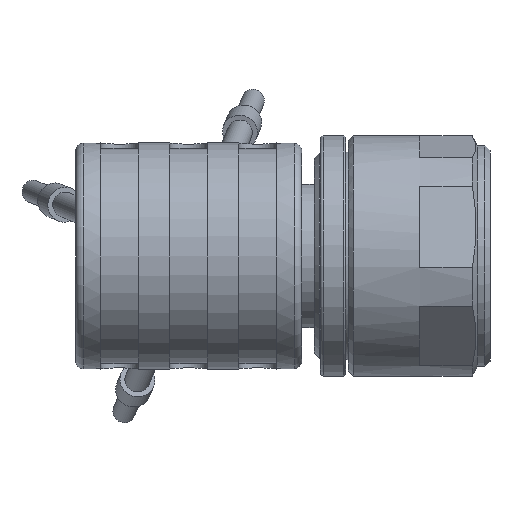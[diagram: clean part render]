
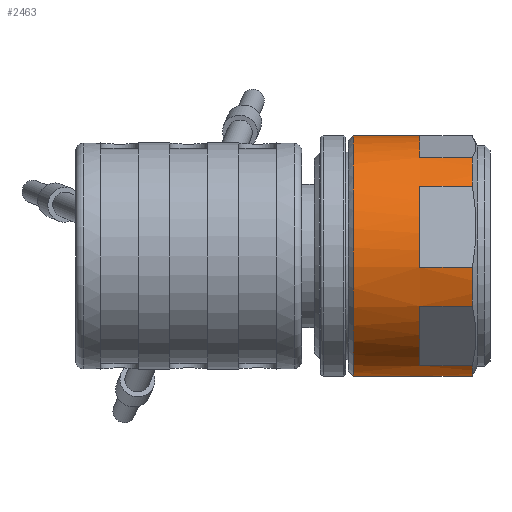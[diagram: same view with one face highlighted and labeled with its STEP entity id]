
A CAD part, left-side view. The second image highlights one B-rep face of the part: STEP entity #2463.
In plain terms, the highlighted cylindrical face has radius 4.8 mm (diameter 9.6 mm), a full revolution.
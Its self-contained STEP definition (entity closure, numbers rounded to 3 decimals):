
#77=LINE($,#3806,#185);
#78=LINE($,#3812,#186);
#81=LINE($,#3823,#189);
#82=LINE($,#3828,#190);
#84=LINE($,#3836,#192);
#85=LINE($,#3841,#193);
#87=LINE($,#3849,#195);
#88=LINE($,#3854,#196);
#90=LINE($,#3862,#198);
#91=LINE($,#3867,#199);
#93=LINE($,#3875,#201);
#94=LINE($,#3880,#202);
#185=VECTOR($,#3040,2.1);
#186=VECTOR($,#3041,2.1);
#189=VECTOR($,#3054,2.1);
#190=VECTOR($,#3055,2.1);
#192=VECTOR($,#3063,2.1);
#193=VECTOR($,#3064,2.1);
#195=VECTOR($,#3072,2.1);
#196=VECTOR($,#3073,2.1);
#198=VECTOR($,#3081,2.1);
#199=VECTOR($,#3082,2.1);
#201=VECTOR($,#3090,2.1);
#202=VECTOR($,#3091,2.1);
#314=CYLINDRICAL_SURFACE($,#2684,4.8);
#574=FACE_BOUND($,#871,.T.);
#670=FACE_OUTER_BOUND($,#870,.T.);
#870=EDGE_LOOP($,(#1839));
#871=EDGE_LOOP($,(#1840,#1841,#1842,#1843,#1844,#1845,#1846,#1847,#1848,
#1849,#1850,#1851,#1852,#1853,#1854,#1855,#1856,#1857,#1858,#1859,#1860,
#1861,#1862,#1863));
#1079=CIRCLE($,#2644,4.8);
#1080=CIRCLE($,#2647,4.8);
#1081=CIRCLE($,#2649,4.8);
#1082=CIRCLE($,#2652,4.8);
#1083=CIRCLE($,#2655,4.8);
#1084=CIRCLE($,#2658,4.8);
#1085=CIRCLE($,#2661,4.8);
#1093=CIRCLE($,#2678,4.8);
#1094=CIRCLE($,#2679,4.8);
#1095=CIRCLE($,#2680,4.8);
#1096=CIRCLE($,#2681,4.8);
#1097=CIRCLE($,#2682,4.8);
#1098=CIRCLE($,#2683,4.8);
#1225=VERTEX_POINT($,#3801);
#1226=VERTEX_POINT($,#3804);
#1227=VERTEX_POINT($,#3805);
#1228=VERTEX_POINT($,#3807);
#1229=VERTEX_POINT($,#3811);
#1230=VERTEX_POINT($,#3817);
#1231=VERTEX_POINT($,#3818);
#1232=VERTEX_POINT($,#3822);
#1233=VERTEX_POINT($,#3824);
#1234=VERTEX_POINT($,#3830);
#1235=VERTEX_POINT($,#3831);
#1236=VERTEX_POINT($,#3835);
#1237=VERTEX_POINT($,#3837);
#1238=VERTEX_POINT($,#3843);
#1239=VERTEX_POINT($,#3844);
#1240=VERTEX_POINT($,#3848);
#1241=VERTEX_POINT($,#3850);
#1242=VERTEX_POINT($,#3856);
#1243=VERTEX_POINT($,#3857);
#1244=VERTEX_POINT($,#3861);
#1245=VERTEX_POINT($,#3863);
#1246=VERTEX_POINT($,#3869);
#1247=VERTEX_POINT($,#3870);
#1248=VERTEX_POINT($,#3874);
#1249=VERTEX_POINT($,#3876);
#1451=EDGE_CURVE($,#1225,#1225,#1079,.T.);
#1452=EDGE_CURVE($,#1226,#1227,#77,.T.);
#1454=EDGE_CURVE($,#1228,#1229,#78,.T.);
#1456=EDGE_CURVE($,#1226,#1229,#1080,.T.);
#1458=EDGE_CURVE($,#1230,#1231,#1081,.T.);
#1459=EDGE_CURVE($,#1230,#1232,#81,.T.);
#1461=EDGE_CURVE($,#1233,#1231,#82,.T.);
#1463=EDGE_CURVE($,#1234,#1235,#1082,.T.);
#1464=EDGE_CURVE($,#1234,#1236,#84,.T.);
#1466=EDGE_CURVE($,#1237,#1235,#85,.T.);
#1468=EDGE_CURVE($,#1238,#1239,#1083,.T.);
#1469=EDGE_CURVE($,#1238,#1240,#87,.T.);
#1471=EDGE_CURVE($,#1241,#1239,#88,.T.);
#1473=EDGE_CURVE($,#1242,#1243,#1084,.T.);
#1474=EDGE_CURVE($,#1242,#1244,#90,.T.);
#1476=EDGE_CURVE($,#1245,#1243,#91,.T.);
#1478=EDGE_CURVE($,#1246,#1247,#1085,.T.);
#1479=EDGE_CURVE($,#1246,#1248,#93,.T.);
#1481=EDGE_CURVE($,#1249,#1247,#94,.T.);
#1489=EDGE_CURVE($,#1227,#1233,#1093,.T.);
#1490=EDGE_CURVE($,#1232,#1237,#1094,.T.);
#1491=EDGE_CURVE($,#1236,#1241,#1095,.T.);
#1492=EDGE_CURVE($,#1240,#1245,#1096,.T.);
#1493=EDGE_CURVE($,#1244,#1249,#1097,.T.);
#1494=EDGE_CURVE($,#1248,#1228,#1098,.T.);
#1839=ORIENTED_EDGE($,*,*,#1451,.T.);
#1840=ORIENTED_EDGE($,*,*,#1452,.F.);
#1841=ORIENTED_EDGE($,*,*,#1456,.T.);
#1842=ORIENTED_EDGE($,*,*,#1454,.F.);
#1843=ORIENTED_EDGE($,*,*,#1494,.F.);
#1844=ORIENTED_EDGE($,*,*,#1479,.F.);
#1845=ORIENTED_EDGE($,*,*,#1478,.T.);
#1846=ORIENTED_EDGE($,*,*,#1481,.F.);
#1847=ORIENTED_EDGE($,*,*,#1493,.F.);
#1848=ORIENTED_EDGE($,*,*,#1474,.F.);
#1849=ORIENTED_EDGE($,*,*,#1473,.T.);
#1850=ORIENTED_EDGE($,*,*,#1476,.F.);
#1851=ORIENTED_EDGE($,*,*,#1492,.F.);
#1852=ORIENTED_EDGE($,*,*,#1469,.F.);
#1853=ORIENTED_EDGE($,*,*,#1468,.T.);
#1854=ORIENTED_EDGE($,*,*,#1471,.F.);
#1855=ORIENTED_EDGE($,*,*,#1491,.F.);
#1856=ORIENTED_EDGE($,*,*,#1464,.F.);
#1857=ORIENTED_EDGE($,*,*,#1463,.T.);
#1858=ORIENTED_EDGE($,*,*,#1466,.F.);
#1859=ORIENTED_EDGE($,*,*,#1490,.F.);
#1860=ORIENTED_EDGE($,*,*,#1459,.F.);
#1861=ORIENTED_EDGE($,*,*,#1458,.T.);
#1862=ORIENTED_EDGE($,*,*,#1461,.F.);
#1863=ORIENTED_EDGE($,*,*,#1489,.F.);
#2463=ADVANCED_FACE($,(#670,#574),#314,.T.);
#2644=AXIS2_PLACEMENT_3D($,#3802,#3036,#3037);
#2647=AXIS2_PLACEMENT_3D($,#3815,#3045,#3046);
#2649=AXIS2_PLACEMENT_3D($,#3820,#3050,#3051);
#2652=AXIS2_PLACEMENT_3D($,#3833,#3059,#3060);
#2655=AXIS2_PLACEMENT_3D($,#3846,#3068,#3069);
#2658=AXIS2_PLACEMENT_3D($,#3859,#3077,#3078);
#2661=AXIS2_PLACEMENT_3D($,#3872,#3086,#3087);
#2678=AXIS2_PLACEMENT_3D($,#3903,#3122,#3123);
#2679=AXIS2_PLACEMENT_3D($,#3904,#3124,#3125);
#2680=AXIS2_PLACEMENT_3D($,#3905,#3126,#3127);
#2681=AXIS2_PLACEMENT_3D($,#3906,#3128,#3129);
#2682=AXIS2_PLACEMENT_3D($,#3907,#3130,#3131);
#2683=AXIS2_PLACEMENT_3D($,#3908,#3132,#3133);
#2684=AXIS2_PLACEMENT_3D($,#3909,#3134,#3135);
#3036=DIRECTION('center_axis',(0.,-1.,0.));
#3037=DIRECTION('ref_axis',(0.259,0.,0.966));
#3040=DIRECTION($,(0.,-1.,0.));
#3041=DIRECTION($,(0.,1.,0.));
#3045=DIRECTION('center_axis',(0.,1.,0.));
#3046=DIRECTION('ref_axis',(-0.259,0.,-0.966));
#3050=DIRECTION('center_axis',(0.,1.,0.));
#3051=DIRECTION('ref_axis',(-0.259,0.,-0.966));
#3054=DIRECTION($,(0.,-1.,0.));
#3055=DIRECTION($,(0.,1.,0.));
#3059=DIRECTION('center_axis',(0.,1.,0.));
#3060=DIRECTION('ref_axis',(-0.259,0.,-0.966));
#3063=DIRECTION($,(0.,-1.,0.));
#3064=DIRECTION($,(0.,1.,0.));
#3068=DIRECTION('center_axis',(0.,1.,0.));
#3069=DIRECTION('ref_axis',(-0.259,0.,-0.966));
#3072=DIRECTION($,(0.,-1.,0.));
#3073=DIRECTION($,(0.,1.,0.));
#3077=DIRECTION('center_axis',(0.,1.,0.));
#3078=DIRECTION('ref_axis',(-0.259,0.,-0.966));
#3081=DIRECTION($,(0.,-1.,0.));
#3082=DIRECTION($,(0.,1.,0.));
#3086=DIRECTION('center_axis',(0.,1.,0.));
#3087=DIRECTION('ref_axis',(-0.259,0.,-0.966));
#3090=DIRECTION($,(0.,-1.,0.));
#3091=DIRECTION($,(0.,1.,0.));
#3122=DIRECTION('center_axis',(0.,-1.,0.));
#3123=DIRECTION('ref_axis',(-0.966,0.,0.259));
#3124=DIRECTION('center_axis',(0.,-1.,0.));
#3125=DIRECTION('ref_axis',(-0.966,0.,0.259));
#3126=DIRECTION('center_axis',(0.,-1.,0.));
#3127=DIRECTION('ref_axis',(-0.966,0.,0.259));
#3128=DIRECTION('center_axis',(0.,-1.,0.));
#3129=DIRECTION('ref_axis',(-0.966,0.,0.259));
#3130=DIRECTION('center_axis',(0.,-1.,0.));
#3131=DIRECTION('ref_axis',(-0.966,0.,0.259));
#3132=DIRECTION('center_axis',(0.,-1.,0.));
#3133=DIRECTION('ref_axis',(-0.966,0.,0.259));
#3134=DIRECTION('center_axis',(0.,-1.,0.));
#3135=DIRECTION('ref_axis',(-0.966,0.,0.259));
#3801=CARTESIAN_POINT('',(51.242,54.7,4.636));
#3802=CARTESIAN_POINT('Origin',(50.,54.7,0.));
#3804=CARTESIAN_POINT('',(47.999,52.05,-4.363));
#3805=CARTESIAN_POINT('',(47.999,49.95,-4.363));
#3806=CARTESIAN_POINT($,(47.999,49.25,-4.363));
#3807=CARTESIAN_POINT('',(45.637,49.95,-2.001));
#3811=CARTESIAN_POINT('',(45.637,52.05,-2.001));
#3812=CARTESIAN_POINT($,(45.637,49.25,-2.001));
#3815=CARTESIAN_POINT('Origin',(50.,52.05,0.));
#3817=CARTESIAN_POINT('',(52.778,52.05,-3.914));
#3818=CARTESIAN_POINT('',(49.551,52.05,-4.779));
#3820=CARTESIAN_POINT('Origin',(50.,52.05,0.));
#3822=CARTESIAN_POINT('',(52.778,49.95,-3.914));
#3823=CARTESIAN_POINT($,(52.778,49.25,-3.914));
#3824=CARTESIAN_POINT('',(49.551,49.95,-4.779));
#3828=CARTESIAN_POINT($,(49.551,49.25,-4.779));
#3830=CARTESIAN_POINT('',(54.779,52.05,0.449));
#3831=CARTESIAN_POINT('',(53.914,52.05,-2.778));
#3833=CARTESIAN_POINT('Origin',(50.,52.05,0.));
#3835=CARTESIAN_POINT('',(54.779,49.95,0.449));
#3836=CARTESIAN_POINT($,(54.779,49.25,0.449));
#3837=CARTESIAN_POINT('',(53.914,49.95,-2.778));
#3841=CARTESIAN_POINT($,(53.914,49.25,-2.778));
#3843=CARTESIAN_POINT('',(52.001,52.05,4.363));
#3844=CARTESIAN_POINT('',(54.363,52.05,2.001));
#3846=CARTESIAN_POINT('Origin',(50.,52.05,0.));
#3848=CARTESIAN_POINT('',(52.001,49.95,4.363));
#3849=CARTESIAN_POINT($,(52.001,49.25,4.363));
#3850=CARTESIAN_POINT('',(54.363,49.95,2.001));
#3854=CARTESIAN_POINT($,(54.363,49.25,2.001));
#3856=CARTESIAN_POINT('',(47.222,52.05,3.914));
#3857=CARTESIAN_POINT('',(50.449,52.05,4.779));
#3859=CARTESIAN_POINT('Origin',(50.,52.05,0.));
#3861=CARTESIAN_POINT('',(47.222,49.95,3.914));
#3862=CARTESIAN_POINT($,(47.222,49.25,3.914));
#3863=CARTESIAN_POINT('',(50.449,49.95,4.779));
#3867=CARTESIAN_POINT($,(50.449,49.25,4.779));
#3869=CARTESIAN_POINT('',(45.221,52.05,-0.449));
#3870=CARTESIAN_POINT('',(46.086,52.05,2.778));
#3872=CARTESIAN_POINT('Origin',(50.,52.05,0.));
#3874=CARTESIAN_POINT('',(45.221,49.95,-0.449));
#3875=CARTESIAN_POINT($,(45.221,49.25,-0.449));
#3876=CARTESIAN_POINT('',(46.086,49.95,2.778));
#3880=CARTESIAN_POINT($,(46.086,49.25,2.778));
#3903=CARTESIAN_POINT('Origin',(50.,49.95,0.));
#3904=CARTESIAN_POINT('Origin',(50.,49.95,0.));
#3905=CARTESIAN_POINT('Origin',(50.,49.95,0.));
#3906=CARTESIAN_POINT('Origin',(50.,49.95,0.));
#3907=CARTESIAN_POINT('Origin',(50.,49.95,0.));
#3908=CARTESIAN_POINT('Origin',(50.,49.95,0.));
#3909=CARTESIAN_POINT('Origin',(50.,49.25,0.));
